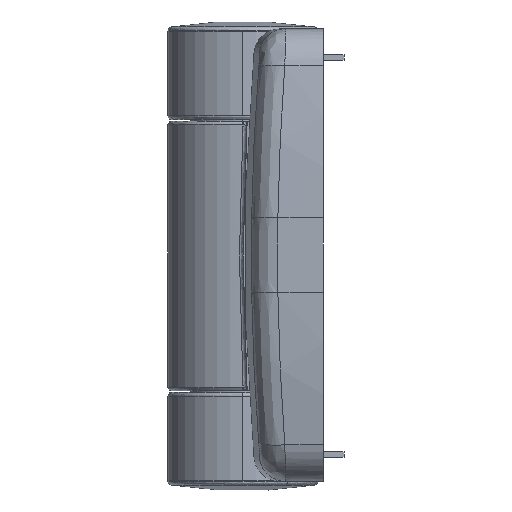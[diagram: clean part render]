
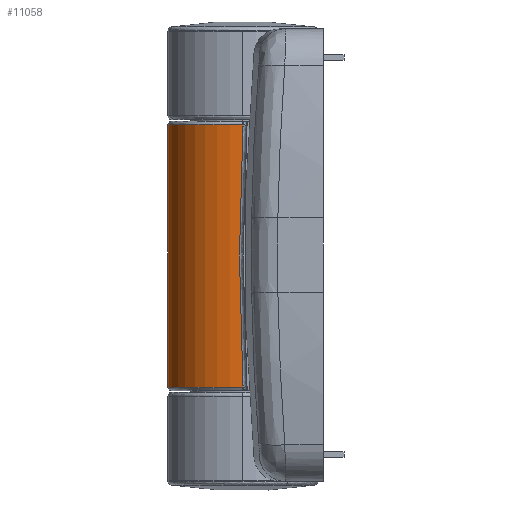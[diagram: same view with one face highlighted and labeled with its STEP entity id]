
A CAD part, left-side view. The second image highlights one B-rep face of the part: STEP entity #11058.
In plain terms, the highlighted cylindrical face has radius 10 mm (diameter 20 mm), a partial arc.
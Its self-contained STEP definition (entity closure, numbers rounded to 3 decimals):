
#421 = CARTESIAN_POINT ( 'NONE',  ( -10., 0., -30. ) ) ;
#554 = CARTESIAN_POINT ( 'NONE',  ( 10., 0., -30. ) ) ;
#693 = DIRECTION ( 'NONE',  ( 1., 0., 0. ) ) ;
#1034 = DIRECTION ( 'NONE',  ( 0., 0., 1. ) ) ;
#1104 = VERTEX_POINT ( 'NONE', #4863 ) ;
#1170 = CARTESIAN_POINT ( 'NONE',  ( 0., 0., -30. ) ) ;
#1250 = VERTEX_POINT ( 'NONE', #2044 ) ;
#1699 = EDGE_LOOP ( 'NONE', ( #7481, #27798, #16498, #9718, #2502, #9654 ) ) ;
#1936 = VECTOR ( 'NONE', #17094, 1000. ) ;
#2044 = CARTESIAN_POINT ( 'NONE',  ( 10., 0., -17.5 ) ) ;
#2502 = ORIENTED_EDGE ( 'NONE', *, *, #9517, .F. ) ;
#3044 = CARTESIAN_POINT ( 'NONE',  ( -10., 0., -17.5 ) ) ;
#4863 = CARTESIAN_POINT ( 'NONE',  ( -10., 0., -17.023 ) ) ;
#5263 = CYLINDRICAL_SURFACE ( 'NONE', #25790, 10. ) ;
#7481 = ORIENTED_EDGE ( 'NONE', *, *, #14538, .T. ) ;
#8482 = VERTEX_POINT ( 'NONE', #24501 ) ;
#8877 = CARTESIAN_POINT ( 'NONE',  ( 0., 0., -17.5 ) ) ;
#9517 = EDGE_CURVE ( 'NONE', #8482, #15234, #20176, .T. ) ;
#9654 = ORIENTED_EDGE ( 'NONE', *, *, #19964, .F. ) ;
#9713 = CARTESIAN_POINT ( 'NONE',  ( -10., 0., 17.023 ) ) ;
#9718 = ORIENTED_EDGE ( 'NONE', *, *, #20556, .T. ) ;
#9886 = CARTESIAN_POINT ( 'NONE',  ( -9.979, 0.613, 0. ) ) ;
#9995 = CARTESIAN_POINT ( 'NONE',  ( -10., 0.307, 11.349 ) ) ;
#10151 = CARTESIAN_POINT ( 'NONE',  ( -10., 0.307, -11.349 ) ) ;
#10235 = CARTESIAN_POINT ( 'NONE',  ( -10., 0., -17.023 ) ) ;
#10311 = CARTESIAN_POINT ( 'NONE',  ( -10., 0., 17.023 ) ) ;
#10809 = EDGE_CURVE ( 'NONE', #1104, #16045, #20590, .T. ) ;
#11058 = ADVANCED_FACE ( 'NONE', ( #26766 ), #5263, .T. ) ;
#11295 = DIRECTION ( 'NONE',  ( 1., 0., 0. ) ) ;
#11770 = LINE ( 'NONE', #12218, #24657 ) ;
#12218 = CARTESIAN_POINT ( 'NONE',  ( -10., 0., -30. ) ) ;
#13797 = AXIS2_PLACEMENT_3D ( 'NONE', #8877, #25810, #11295 ) ;
#14538 = EDGE_CURVE ( 'NONE', #1250, #18050, #26413, .T. ) ;
#14567 = LINE ( 'NONE', #421, #1936 ) ;
#15234 = VERTEX_POINT ( 'NONE', #29529 ) ;
#16045 = VERTEX_POINT ( 'NONE', #10311 ) ;
#16498 = ORIENTED_EDGE ( 'NONE', *, *, #10809, .T. ) ;
#16603 = AXIS2_PLACEMENT_3D ( 'NONE', #17860, #17663, #17638 ) ;
#17094 = DIRECTION ( 'NONE',  ( 0., 0., 1. ) ) ;
#17638 = DIRECTION ( 'NONE',  ( -1., 0., 0. ) ) ;
#17663 = DIRECTION ( 'NONE',  ( 0., 0., 1. ) ) ;
#17860 = CARTESIAN_POINT ( 'NONE',  ( 0., 0., 17.5 ) ) ;
#18050 = VERTEX_POINT ( 'NONE', #3044 ) ;
#19298 = LINE ( 'NONE', #554, #24995 ) ;
#19637 = DIRECTION ( 'NONE',  ( 0., 0., 1. ) ) ;
#19964 = EDGE_CURVE ( 'NONE', #1250, #8482, #19298, .T. ) ;
#20176 = CIRCLE ( 'NONE', #16603, 10. ) ;
#20556 = EDGE_CURVE ( 'NONE', #16045, #15234, #14567, .T. ) ;
#20590 = B_SPLINE_CURVE_WITH_KNOTS ( 'NONE', 3,
 ( #10235, #10151, #9886, #9995, #9713 ),
 .UNSPECIFIED., .F., .F.,
 ( 4, 1, 4 ),
 ( 0., 0.5, 1. ),
 .UNSPECIFIED. ) ;
#24075 = DIRECTION ( 'NONE',  ( 0., 0., 1. ) ) ;
#24501 = CARTESIAN_POINT ( 'NONE',  ( 10., 0., 17.5 ) ) ;
#24657 = VECTOR ( 'NONE', #24075, 1000. ) ;
#24995 = VECTOR ( 'NONE', #19637, 1000. ) ;
#25790 = AXIS2_PLACEMENT_3D ( 'NONE', #1170, #1034, #693 ) ;
#25810 = DIRECTION ( 'NONE',  ( 0., 0., 1. ) ) ;
#26413 = CIRCLE ( 'NONE', #13797, 10. ) ;
#26766 = FACE_OUTER_BOUND ( 'NONE', #1699, .T. ) ;
#27798 = ORIENTED_EDGE ( 'NONE', *, *, #27957, .T. ) ;
#27957 = EDGE_CURVE ( 'NONE', #18050, #1104, #11770, .T. ) ;
#29529 = CARTESIAN_POINT ( 'NONE',  ( -10., 0., 17.5 ) ) ;
